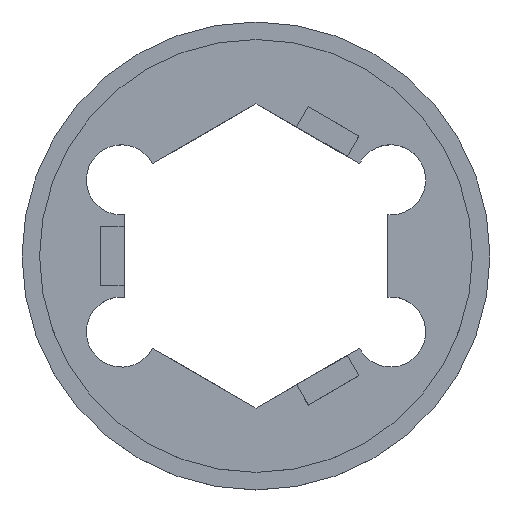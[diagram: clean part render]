
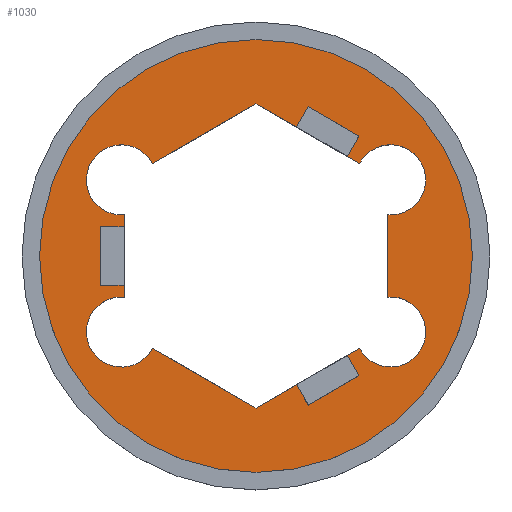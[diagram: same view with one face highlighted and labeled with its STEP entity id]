
A CAD part, top view. The second image highlights one B-rep face of the part: STEP entity #1030.
In plain terms, the highlighted planar face has unit normal (0, 0, 1).
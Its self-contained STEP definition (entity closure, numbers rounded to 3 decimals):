
#331 = EDGE_CURVE('',#332,#334,#336,.T.);
#332 = VERTEX_POINT('',#333);
#333 = CARTESIAN_POINT('',(17.687,15.788,7.));
#334 = VERTEX_POINT('',#335);
#335 = CARTESIAN_POINT('',(0.,26.,7.));
#336 = LINE('',#337,#338);
#337 = CARTESIAN_POINT('',(22.517,13.,7.));
#338 = VECTOR('',#339,1.);
#339 = DIRECTION('',(-0.866,0.5,0.));
#426 = EDGE_CURVE('',#334,#427,#429,.T.);
#427 = VERTEX_POINT('',#428);
#428 = CARTESIAN_POINT('',(-17.687,15.788,7.));
#429 = LINE('',#430,#431);
#430 = CARTESIAN_POINT('',(0.,26.,7.));
#431 = VECTOR('',#432,1.);
#432 = DIRECTION('',(-0.866,-0.5,0.));
#516 = VERTEX_POINT('',#517);
#517 = CARTESIAN_POINT('',(-22.517,7.019,7.));
#523 = EDGE_CURVE('',#516,#427,#524,.T.);
#524 = CIRCLE('',#525,6.);
#525 = AXIS2_PLACEMENT_3D('',#526,#527,#528);
#526 = CARTESIAN_POINT('',(-23.,13.,7.));
#527 = DIRECTION('',(0.,0.,-1.));
#528 = DIRECTION('',(1.,0.,0.));
#539 = EDGE_CURVE('',#516,#540,#542,.T.);
#540 = VERTEX_POINT('',#541);
#541 = CARTESIAN_POINT('',(-22.517,-7.019,7.));
#542 = LINE('',#543,#544);
#543 = CARTESIAN_POINT('',(-22.517,13.,7.));
#544 = VECTOR('',#545,1.);
#545 = DIRECTION('',(0.,-1.,0.));
#629 = VERTEX_POINT('',#630);
#630 = CARTESIAN_POINT('',(-17.687,-15.788,7.));
#636 = EDGE_CURVE('',#629,#540,#637,.T.);
#637 = CIRCLE('',#638,6.);
#638 = AXIS2_PLACEMENT_3D('',#639,#640,#641);
#639 = CARTESIAN_POINT('',(-23.,-13.,7.));
#640 = DIRECTION('',(0.,0.,-1.));
#641 = DIRECTION('',(1.,0.,0.));
#652 = EDGE_CURVE('',#629,#653,#655,.T.);
#653 = VERTEX_POINT('',#654);
#654 = CARTESIAN_POINT('',(0.,-26.,7.));
#655 = LINE('',#656,#657);
#656 = CARTESIAN_POINT('',(-22.517,-13.,7.));
#657 = VECTOR('',#658,1.);
#658 = DIRECTION('',(0.866,-0.5,0.));
#740 = EDGE_CURVE('',#653,#741,#743,.T.);
#741 = VERTEX_POINT('',#742);
#742 = CARTESIAN_POINT('',(17.687,-15.788,7.));
#743 = LINE('',#744,#745);
#744 = CARTESIAN_POINT('',(0.,-26.,7.));
#745 = VECTOR('',#746,1.);
#746 = DIRECTION('',(0.866,0.5,0.));
#830 = VERTEX_POINT('',#831);
#831 = CARTESIAN_POINT('',(29.,-13.,7.));
#837 = EDGE_CURVE('',#830,#741,#838,.T.);
#838 = CIRCLE('',#839,6.);
#839 = AXIS2_PLACEMENT_3D('',#840,#841,#842);
#840 = CARTESIAN_POINT('',(23.,-13.,7.));
#841 = DIRECTION('',(0.,0.,-1.));
#842 = DIRECTION('',(1.,0.,0.));
#856 = VERTEX_POINT('',#857);
#857 = CARTESIAN_POINT('',(22.517,-7.019,7.));
#863 = EDGE_CURVE('',#856,#830,#864,.T.);
#864 = CIRCLE('',#865,6.);
#865 = AXIS2_PLACEMENT_3D('',#866,#867,#868);
#866 = CARTESIAN_POINT('',(23.,-13.,7.));
#867 = DIRECTION('',(0.,0.,-1.));
#868 = DIRECTION('',(1.,0.,0.));
#878 = EDGE_CURVE('',#856,#879,#881,.T.);
#879 = VERTEX_POINT('',#880);
#880 = CARTESIAN_POINT('',(22.517,7.019,7.));
#881 = LINE('',#882,#883);
#882 = CARTESIAN_POINT('',(22.517,-13.,7.));
#883 = VECTOR('',#884,1.);
#884 = DIRECTION('',(0.,1.,0.));
#968 = VERTEX_POINT('',#969);
#969 = CARTESIAN_POINT('',(29.,13.,7.));
#975 = EDGE_CURVE('',#968,#879,#976,.T.);
#976 = CIRCLE('',#977,6.);
#977 = AXIS2_PLACEMENT_3D('',#978,#979,#980);
#978 = CARTESIAN_POINT('',(23.,13.,7.));
#979 = DIRECTION('',(0.,0.,-1.));
#980 = DIRECTION('',(1.,0.,0.));
#994 = EDGE_CURVE('',#332,#968,#995,.T.);
#995 = CIRCLE('',#996,6.);
#996 = AXIS2_PLACEMENT_3D('',#997,#998,#999);
#997 = CARTESIAN_POINT('',(23.,13.,7.));
#998 = DIRECTION('',(0.,0.,-1.));
#999 = DIRECTION('',(1.,0.,0.));
#1010 = VERTEX_POINT('',#1011);
#1011 = CARTESIAN_POINT('',(37.,0.,7.));
#1017 = EDGE_CURVE('',#1010,#1010,#1018,.T.);
#1018 = CIRCLE('',#1019,37.);
#1019 = AXIS2_PLACEMENT_3D('',#1020,#1021,#1022);
#1020 = CARTESIAN_POINT('',(0.,0.,7.));
#1021 = DIRECTION('',(0.,0.,1.));
#1022 = DIRECTION('',(1.,0.,0.));
#1030 = ADVANCED_FACE('',(#1031,#1034,#1068,#1102,#1116),#1150,.T.);
#1031 = FACE_BOUND('',#1032,.T.);
#1032 = EDGE_LOOP('',(#1033));
#1033 = ORIENTED_EDGE('',*,*,#1017,.T.);
#1034 = FACE_BOUND('',#1035,.T.);
#1035 = EDGE_LOOP('',(#1036,#1046,#1054,#1062));
#1036 = ORIENTED_EDGE('',*,*,#1037,.F.);
#1037 = EDGE_CURVE('',#1038,#1040,#1042,.T.);
#1038 = VERTEX_POINT('',#1039);
#1039 = CARTESIAN_POINT('',(15.606,-17.031,7.));
#1040 = VERTEX_POINT('',#1041);
#1041 = CARTESIAN_POINT('',(6.946,-22.031,7.));
#1042 = LINE('',#1043,#1044);
#1043 = CARTESIAN_POINT('',(15.606,-17.031,7.));
#1044 = VECTOR('',#1045,1.);
#1045 = DIRECTION('',(-0.866,-0.5,0.));
#1046 = ORIENTED_EDGE('',*,*,#1047,.F.);
#1047 = EDGE_CURVE('',#1048,#1038,#1050,.T.);
#1048 = VERTEX_POINT('',#1049);
#1049 = CARTESIAN_POINT('',(17.606,-20.495,7.));
#1050 = LINE('',#1051,#1052);
#1051 = CARTESIAN_POINT('',(17.606,-20.495,7.));
#1052 = VECTOR('',#1053,1.);
#1053 = DIRECTION('',(-0.5,0.866,0.));
#1054 = ORIENTED_EDGE('',*,*,#1055,.F.);
#1055 = EDGE_CURVE('',#1056,#1048,#1058,.T.);
#1056 = VERTEX_POINT('',#1057);
#1057 = CARTESIAN_POINT('',(8.946,-25.495,7.));
#1058 = LINE('',#1059,#1060);
#1059 = CARTESIAN_POINT('',(8.946,-25.495,7.));
#1060 = VECTOR('',#1061,1.);
#1061 = DIRECTION('',(0.866,0.5,0.));
#1062 = ORIENTED_EDGE('',*,*,#1063,.F.);
#1063 = EDGE_CURVE('',#1040,#1056,#1064,.T.);
#1064 = LINE('',#1065,#1066);
#1065 = CARTESIAN_POINT('',(6.946,-22.031,7.));
#1066 = VECTOR('',#1067,1.);
#1067 = DIRECTION('',(0.5,-0.866,0.));
#1068 = FACE_BOUND('',#1069,.T.);
#1069 = EDGE_LOOP('',(#1070,#1080,#1088,#1096));
#1070 = ORIENTED_EDGE('',*,*,#1071,.T.);
#1071 = EDGE_CURVE('',#1072,#1074,#1076,.T.);
#1072 = VERTEX_POINT('',#1073);
#1073 = CARTESIAN_POINT('',(-26.55,-5.,7.));
#1074 = VERTEX_POINT('',#1075);
#1075 = CARTESIAN_POINT('',(-26.55,5.,7.));
#1076 = LINE('',#1077,#1078);
#1077 = CARTESIAN_POINT('',(-26.55,-5.,7.));
#1078 = VECTOR('',#1079,1.);
#1079 = DIRECTION('',(0.,1.,0.));
#1080 = ORIENTED_EDGE('',*,*,#1081,.T.);
#1081 = EDGE_CURVE('',#1074,#1082,#1084,.T.);
#1082 = VERTEX_POINT('',#1083);
#1083 = CARTESIAN_POINT('',(-22.55,5.,7.));
#1084 = LINE('',#1085,#1086);
#1085 = CARTESIAN_POINT('',(-26.55,5.,7.));
#1086 = VECTOR('',#1087,1.);
#1087 = DIRECTION('',(1.,0.,0.));
#1088 = ORIENTED_EDGE('',*,*,#1089,.T.);
#1089 = EDGE_CURVE('',#1082,#1090,#1092,.T.);
#1090 = VERTEX_POINT('',#1091);
#1091 = CARTESIAN_POINT('',(-22.55,-5.,7.));
#1092 = LINE('',#1093,#1094);
#1093 = CARTESIAN_POINT('',(-22.55,5.,7.));
#1094 = VECTOR('',#1095,1.);
#1095 = DIRECTION('',(0.,-1.,0.));
#1096 = ORIENTED_EDGE('',*,*,#1097,.T.);
#1097 = EDGE_CURVE('',#1090,#1072,#1098,.T.);
#1098 = LINE('',#1099,#1100);
#1099 = CARTESIAN_POINT('',(-22.55,-5.,7.));
#1100 = VECTOR('',#1101,1.);
#1101 = DIRECTION('',(-1.,0.,0.));
#1102 = FACE_BOUND('',#1103,.T.);
#1103 = EDGE_LOOP('',(#1104,#1105,#1106,#1107,#1108,#1109,#1110,#1111,
    #1112,#1113,#1114,#1115));
#1104 = ORIENTED_EDGE('',*,*,#331,.F.);
#1105 = ORIENTED_EDGE('',*,*,#994,.T.);
#1106 = ORIENTED_EDGE('',*,*,#975,.T.);
#1107 = ORIENTED_EDGE('',*,*,#878,.F.);
#1108 = ORIENTED_EDGE('',*,*,#863,.T.);
#1109 = ORIENTED_EDGE('',*,*,#837,.T.);
#1110 = ORIENTED_EDGE('',*,*,#740,.F.);
#1111 = ORIENTED_EDGE('',*,*,#652,.F.);
#1112 = ORIENTED_EDGE('',*,*,#636,.T.);
#1113 = ORIENTED_EDGE('',*,*,#539,.F.);
#1114 = ORIENTED_EDGE('',*,*,#523,.T.);
#1115 = ORIENTED_EDGE('',*,*,#426,.F.);
#1116 = FACE_BOUND('',#1117,.T.);
#1117 = EDGE_LOOP('',(#1118,#1128,#1136,#1144));
#1118 = ORIENTED_EDGE('',*,*,#1119,.F.);
#1119 = EDGE_CURVE('',#1120,#1122,#1124,.T.);
#1120 = VERTEX_POINT('',#1121);
#1121 = CARTESIAN_POINT('',(6.946,22.031,7.));
#1122 = VERTEX_POINT('',#1123);
#1123 = CARTESIAN_POINT('',(15.606,17.031,7.));
#1124 = LINE('',#1125,#1126);
#1125 = CARTESIAN_POINT('',(6.946,22.031,7.));
#1126 = VECTOR('',#1127,1.);
#1127 = DIRECTION('',(0.866,-0.5,0.));
#1128 = ORIENTED_EDGE('',*,*,#1129,.F.);
#1129 = EDGE_CURVE('',#1130,#1120,#1132,.T.);
#1130 = VERTEX_POINT('',#1131);
#1131 = CARTESIAN_POINT('',(8.946,25.495,7.));
#1132 = LINE('',#1133,#1134);
#1133 = CARTESIAN_POINT('',(8.946,25.495,7.));
#1134 = VECTOR('',#1135,1.);
#1135 = DIRECTION('',(-0.5,-0.866,0.));
#1136 = ORIENTED_EDGE('',*,*,#1137,.F.);
#1137 = EDGE_CURVE('',#1138,#1130,#1140,.T.);
#1138 = VERTEX_POINT('',#1139);
#1139 = CARTESIAN_POINT('',(17.606,20.495,7.));
#1140 = LINE('',#1141,#1142);
#1141 = CARTESIAN_POINT('',(17.606,20.495,7.));
#1142 = VECTOR('',#1143,1.);
#1143 = DIRECTION('',(-0.866,0.5,0.));
#1144 = ORIENTED_EDGE('',*,*,#1145,.F.);
#1145 = EDGE_CURVE('',#1122,#1138,#1146,.T.);
#1146 = LINE('',#1147,#1148);
#1147 = CARTESIAN_POINT('',(15.606,17.031,7.));
#1148 = VECTOR('',#1149,1.);
#1149 = DIRECTION('',(0.5,0.866,0.));
#1150 = PLANE('',#1151);
#1151 = AXIS2_PLACEMENT_3D('',#1152,#1153,#1154);
#1152 = CARTESIAN_POINT('',(0.,0.,7.));
#1153 = DIRECTION('',(0.,0.,1.));
#1154 = DIRECTION('',(1.,0.,0.));
